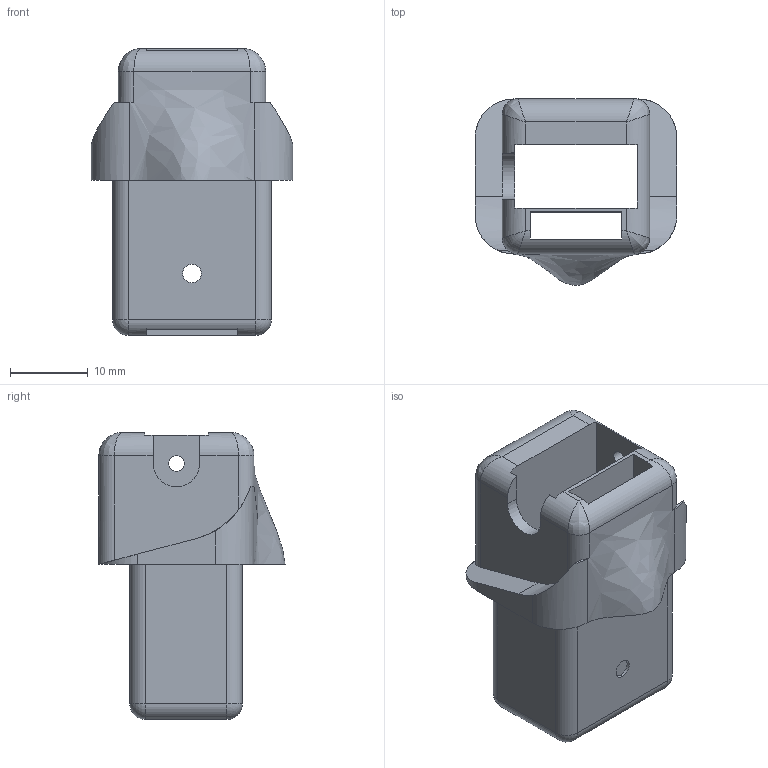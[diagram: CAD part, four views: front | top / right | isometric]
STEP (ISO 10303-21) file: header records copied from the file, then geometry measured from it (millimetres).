
FILE_DESCRIPTION (( 'STEP AP203' ), '1' );
FILE_NAME ('linki1__Varsayilan_sldprt.STEP', '2020-10-29T23:47:42', ( '' ), ( '' ), 'SwSTEP 2.0', 'SolidWorks 2019', '' );
FILE_SCHEMA (( 'CONFIG_CONTROL_DESIGN' ));
Length unit declared in the file: millimetre
Products named in the file (1): linki1__Varsayilan_sldprt
Bounding box: 26 x 24.02 x 37 mm (x, y, z)
Volume: 6282.2 mm3; surface area: 6031.6 mm2
Topology: 1 solids, 1 shells, 68 faces, 191 edges, 113 vertices
Faces by surface type: cylinder 32, plane 27, bspline 5, sphere 4
Entity records: 2597 total; most frequent: CARTESIAN_POINT 826, ORIENTED_EDGE 366, DIRECTION 350, EDGE_CURVE 183, AXIS2_PLACEMENT_3D 127, VERTEX_POINT 113, VECTOR 96, LINE 96
